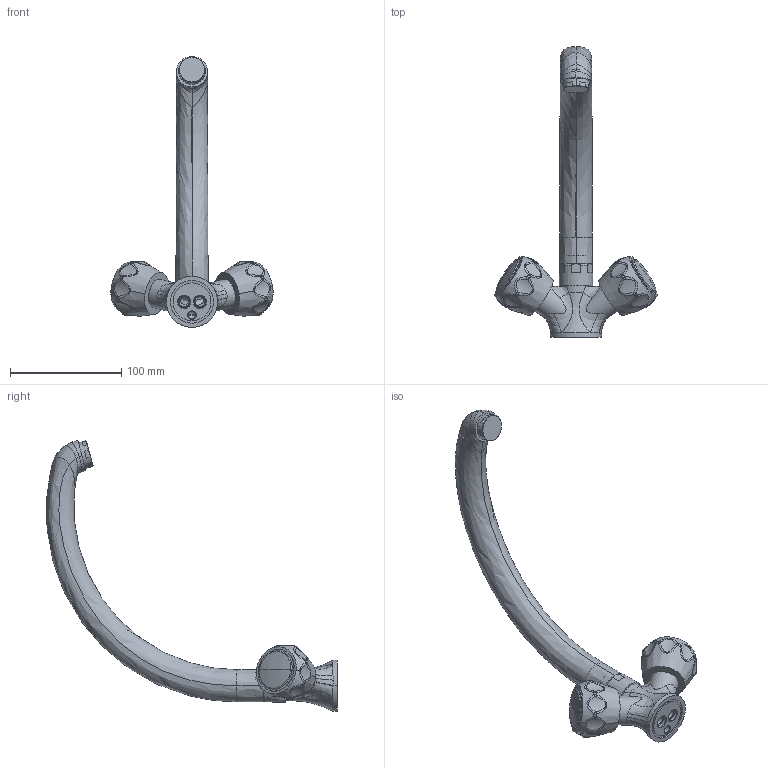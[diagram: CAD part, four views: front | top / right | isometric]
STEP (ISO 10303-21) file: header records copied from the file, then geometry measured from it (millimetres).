
FILE_DESCRIPTION((''),'2;1');
FILE_NAME('DA182CR','2021-11-09T13:01:30',('ut3'),('PAFFONI SpA'),'CREO PARAMETRIC BY PTC INC, 2020044','CREO PARAMETRIC BY PTC INC, 2020044','');
FILE_SCHEMA(('CONFIG_CONTROL_DESIGN','SHAPE_APPEARANCE_LAYERS_GROUPS'));
Length unit declared in the file: millimetre
Products named in the file (1): DA182CR
Bounding box: 145.82 x 261.32 x 243.52 mm (x, y, z)
Volume: 210441.7 mm3; surface area: 95937.7 mm2
Topology: 2 solids, 2 shells, 363 faces, 851 edges, 510 vertices
Faces by surface type: bspline 131, cylinder 90, plane 64, cone 44, torus 30, sphere 4
Entity records: 25566 total; most frequent: CARTESIAN_POINT 15575, ORIENTED_EDGE 1678, DIRECTION 1343, EDGE_CURVE 839, AXIS2_PLACEMENT_3D 593, VERTEX_POINT 510, EDGE_LOOP 395, FACE_OUTER_BOUND 363
